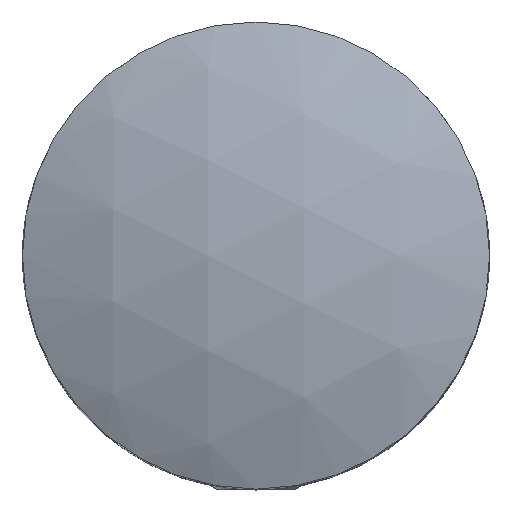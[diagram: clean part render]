
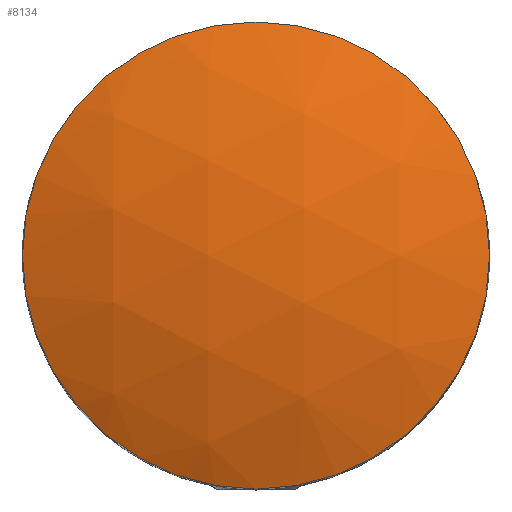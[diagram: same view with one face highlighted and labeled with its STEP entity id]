
A CAD part, top view. The second image highlights one B-rep face of the part: STEP entity #8134.
In plain terms, the highlighted spherical face has radius 28 mm.
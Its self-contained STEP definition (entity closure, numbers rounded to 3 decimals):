
#373 = CARTESIAN_POINT ( 'NONE',  ( 0., 0., -15. ) ) ;
#2353 = EDGE_LOOP ( 'NONE', ( #2958 ) ) ;
#2958 = ORIENTED_EDGE ( 'NONE', *, *, #3711, .T. ) ;
#3711 = EDGE_CURVE ( 'NONE', #8719, #8719, #11882, .T. ) ;
#4550 = CARTESIAN_POINT ( 'NONE',  ( 0., 0., 10.749 ) ) ;
#5897 = DIRECTION ( 'NONE',  ( 0., -1., 0. ) ) ;
#7523 = CARTESIAN_POINT ( 'NONE',  ( 0., -11., 10.749 ) ) ;
#8134 = ADVANCED_FACE ( 'NONE', ( #16595 ), #10353, .T. ) ;
#8719 = VERTEX_POINT ( 'NONE', #7523 ) ;
#10353 = SPHERICAL_SURFACE ( 'NONE', #13270, 28. ) ;
#10743 = DIRECTION ( 'NONE',  ( 0., 1., 0. ) ) ;
#11882 = CIRCLE ( 'NONE', #14024, 11. ) ;
#13270 = AXIS2_PLACEMENT_3D ( 'NONE', #373, #14633, #10743 ) ;
#13803 = DIRECTION ( 'NONE',  ( 0., 0., 1. ) ) ;
#14024 = AXIS2_PLACEMENT_3D ( 'NONE', #4550, #13803, #5897 ) ;
#14633 = DIRECTION ( 'NONE',  ( -1., 0., 0. ) ) ;
#16595 = FACE_OUTER_BOUND ( 'NONE', #2353, .T. ) ;
